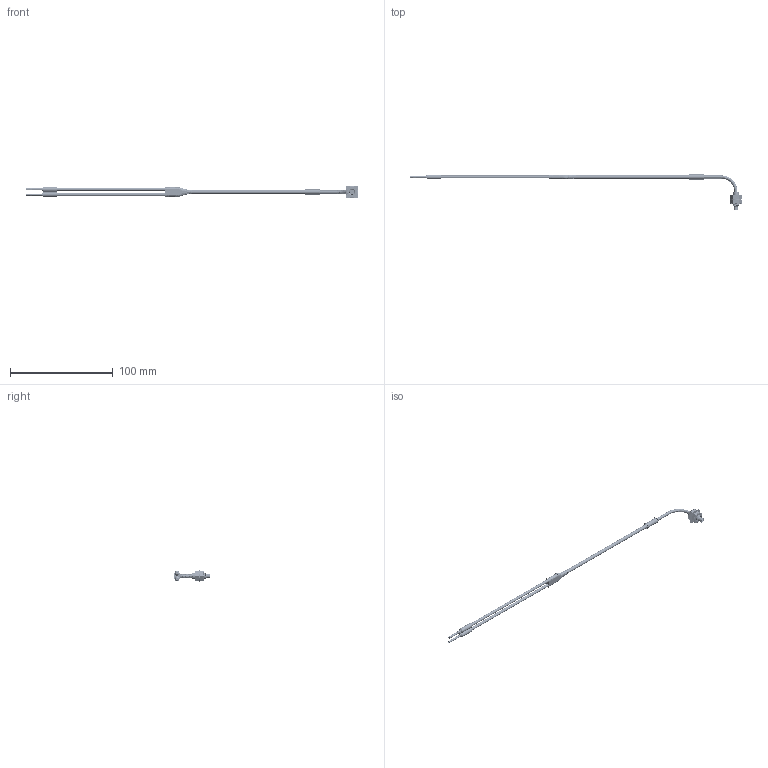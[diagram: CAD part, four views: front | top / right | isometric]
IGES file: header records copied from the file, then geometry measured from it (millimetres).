
Start section:  PTC IGES file: 188744.igs
Global section: file name: 188744.igs; native system: Creo Parametric by Parametric Technology Corporation; preprocessor: 2013230; author: pdmadmin; organization: Unknown; date: 20160112.154002; units: millimetre
Bounding box: 323.77 x 35.29 x 11.56 mm (x, y, z)
Volume: 2721.6 mm3; surface area: 90757.1 mm2
Topology: 19 solids, 23 shells, 2440 faces, 11844 edges, 15102 vertices
Faces by surface type: revolution 1880, bspline 560
